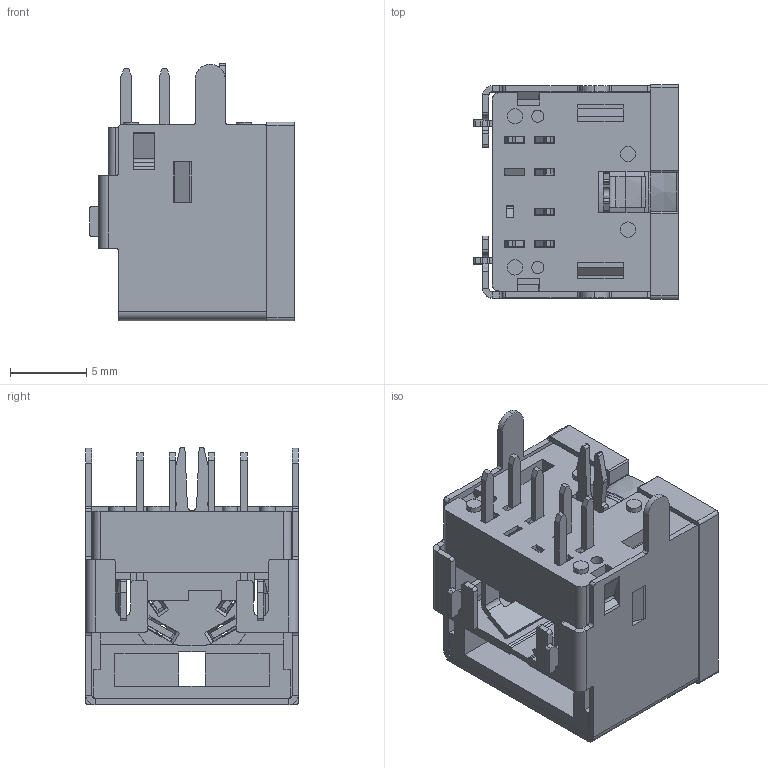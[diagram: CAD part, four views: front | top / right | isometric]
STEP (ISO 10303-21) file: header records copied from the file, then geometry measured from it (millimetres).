
FILE_DESCRIPTION( ('This file contains a STEP AP42 implementation' ,'as created by ZW3D STEP Interface translator.') ,'2;1' );
FILE_NAME( '6421-06FS0RBN01.stp' ,'231026.112715', (''), ('ZWCAD Software Co.'), 'Version 1.0', 'ZW3D to STEP translator', '' );
FILE_SCHEMA(('AUTOMOTIVE_DESIGN { 1 0 10303 214 1 1 1 1 }'));
Length unit declared in the file: millimetre
Products named in the file (2): 0; 6P_90D
Bounding box: 13.4 x 14 x 16.85 mm (x, y, z)
Volume: 1291.9 mm3; surface area: 3620.8 mm2
Topology: 1 solids, 1 shells, 1146 faces, 3394 edges, 2223 vertices
Faces by surface type: plane 784, cylinder 212, bspline 144, cone 6
Full cylindrical faces by diameter (mm): 0.7 x6, 0.8 x2, 1 x4
Entity records: 44401 total; most frequent: CARTESIAN_POINT 12869, ORIENTED_EDGE 6924, DIRECTION 5759, EDGE_CURVE 3384, VECTOR 2519, LINE 2519, VERTEX_POINT 2202, AXIS2_PLACEMENT_3D 1620
